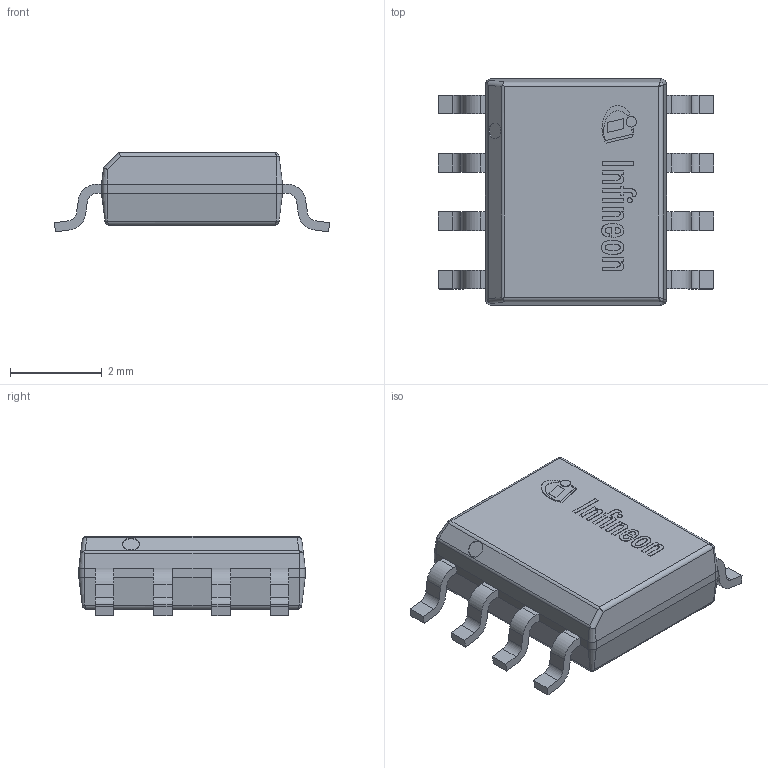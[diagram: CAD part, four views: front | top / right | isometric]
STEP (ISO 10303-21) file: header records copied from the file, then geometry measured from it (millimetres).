
FILE_DESCRIPTION((''),'2;1');
FILE_NAME('DSO-8-2.stp','2014-04-08T13:28:57',(''),(''),'Mechanical Desktop 2011','Mechanical Desktop 2011',', , ');
FILE_SCHEMA(('AUTOMOTIVE_DESIGN { 1 2 10303 214 1 1 1 1 }'));
Length unit declared in the file: millimetre
Products named in the file (1): Product
Bounding box: 6 x 4.93 x 1.74 mm (x, y, z)
Volume: 30.4 mm3; surface area: 157.6 mm2
Topology: 24 solids, 24 shells, 372 faces, 957 edges, 628 vertices
Faces by surface type: cylinder 153, plane 149, bspline 62, cone 8
Entity records: 11817 total; most frequent: CARTESIAN_POINT 2644, ORIENTED_EDGE 1902, DIRECTION 1883, EDGE_CURVE 951, AXIS2_PLACEMENT_3D 643, VERTEX_POINT 628, VECTOR 597, LINE 597
